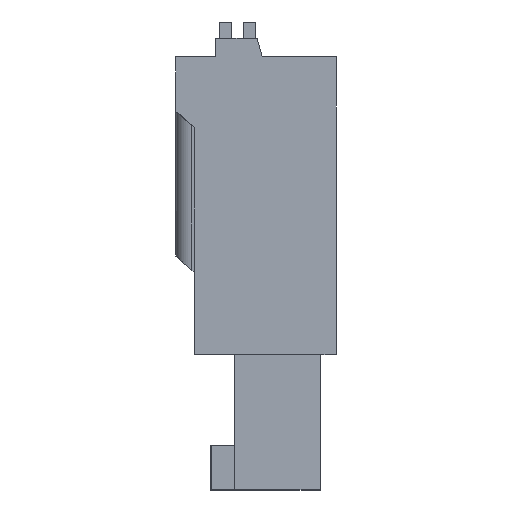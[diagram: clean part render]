
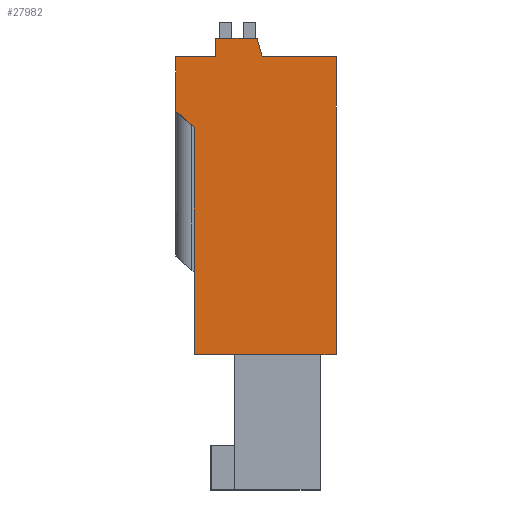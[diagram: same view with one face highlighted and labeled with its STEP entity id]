
A CAD part, left-side view. The second image highlights one B-rep face of the part: STEP entity #27982.
In plain terms, the highlighted planar face has unit normal (-1, 0, 0).
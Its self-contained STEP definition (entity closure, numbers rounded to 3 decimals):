
#590=LINE('',#39162,#4141);
#814=LINE('',#39600,#4365);
#946=LINE('',#39852,#4497);
#969=LINE('',#39896,#4520);
#1005=LINE('',#39969,#4556);
#1891=LINE('',#42150,#5442);
#1901=LINE('',#42171,#5452);
#1904=LINE('',#42177,#5455);
#1906=LINE('',#42180,#5457);
#1925=LINE('',#42200,#5476);
#4141=VECTOR('',#31497,1000.);
#4365=VECTOR('',#31735,1000.);
#4497=VECTOR('',#31873,1000.);
#4520=VECTOR('',#31898,1000.);
#4556=VECTOR('',#31938,1000.);
#5442=VECTOR('',#33682,1000.);
#5452=VECTOR('',#33700,1000.);
#5455=VECTOR('',#33705,1000.);
#5457=VECTOR('',#33709,1000.);
#5476=VECTOR('',#33730,1000.);
#9836=ORIENTED_EDGE('',*,*,#17568,.F.);
#9837=ORIENTED_EDGE('',*,*,#16102,.F.);
#9838=ORIENTED_EDGE('',*,*,#17584,.F.);
#9839=ORIENTED_EDGE('',*,*,#17582,.F.);
#9840=ORIENTED_EDGE('',*,*,#17579,.F.);
#9841=ORIENTED_EDGE('',*,*,#17603,.F.);
#9842=ORIENTED_EDGE('',*,*,#16481,.F.);
#9843=ORIENTED_EDGE('',*,*,#16518,.F.);
#9844=ORIENTED_EDGE('',*,*,#16458,.F.);
#9845=ORIENTED_EDGE('',*,*,#16326,.F.);
#16102=EDGE_CURVE('',#20236,#20237,#590,.T.);
#16326=EDGE_CURVE('',#20443,#20444,#814,.T.);
#16458=EDGE_CURVE('',#20444,#20561,#946,.T.);
#16481=EDGE_CURVE('',#20580,#20581,#969,.T.);
#16518=EDGE_CURVE('',#20561,#20580,#1005,.T.);
#17568=EDGE_CURVE('',#20237,#20443,#1891,.T.);
#17579=EDGE_CURVE('',#21342,#21340,#1901,.T.);
#17582=EDGE_CURVE('',#21340,#21344,#1904,.T.);
#17584=EDGE_CURVE('',#21344,#20236,#1906,.T.);
#17603=EDGE_CURVE('',#20581,#21342,#1925,.T.);
#20236=VERTEX_POINT('',#39161);
#20237=VERTEX_POINT('',#39163);
#20443=VERTEX_POINT('',#39599);
#20444=VERTEX_POINT('',#39601);
#20561=VERTEX_POINT('',#39853);
#20580=VERTEX_POINT('',#39895);
#20581=VERTEX_POINT('',#39897);
#21340=VERTEX_POINT('',#42166);
#21342=VERTEX_POINT('',#42170);
#21344=VERTEX_POINT('',#42175);
#23755=EDGE_LOOP('',(#9836,#9837,#9838,#9839,#9840,#9841,#9842,#9843,#9844,
#9845));
#25284=FACE_BOUND('',#23755,.T.);
#26750=PLANE('',#29664);
#27982=ADVANCED_FACE('',(#25284),#26750,.F.);
#29664=AXIS2_PLACEMENT_3D('',#42203,#33734,#33735);
#31497=DIRECTION('',(0.,-1.,0.));
#31735=DIRECTION('',(0.,1.,0.));
#31873=DIRECTION('',(0.,0.,1.));
#31898=DIRECTION('',(0.,0.,1.));
#31938=DIRECTION('',(0.,0.747,0.664));
#33682=DIRECTION('',(0.,0.,-1.));
#33700=DIRECTION('',(0.,0.,1.));
#33705=DIRECTION('',(0.,-1.,0.));
#33709=DIRECTION('',(0.,-0.268,-0.964));
#33730=DIRECTION('',(0.,-1.,0.));
#33734=DIRECTION('',(1.,0.,0.));
#33735=DIRECTION('',(0.,0.,-1.));
#39161=CARTESIAN_POINT('',(-17.345,-0.3,7.25));
#39162=CARTESIAN_POINT('',(-17.345,-0.3,7.25));
#39163=CARTESIAN_POINT('',(-17.345,-3.9,7.25));
#39599=CARTESIAN_POINT('',(-17.345,-3.9,-7.25));
#39600=CARTESIAN_POINT('',(-17.345,-3.9,-7.25));
#39601=CARTESIAN_POINT('',(-17.345,3.,-7.25));
#39852=CARTESIAN_POINT('',(-17.345,3.,-7.25));
#39853=CARTESIAN_POINT('',(-17.345,3.,3.8));
#39895=CARTESIAN_POINT('',(-17.345,3.9,4.6));
#39896=CARTESIAN_POINT('',(-17.345,3.9,4.6));
#39897=CARTESIAN_POINT('',(-17.345,3.9,7.25));
#39969=CARTESIAN_POINT('',(-17.345,3.,3.8));
#42150=CARTESIAN_POINT('',(-17.345,-3.9,7.25));
#42166=CARTESIAN_POINT('',(-17.345,1.95,8.15));
#42170=CARTESIAN_POINT('',(-17.345,1.95,7.25));
#42171=CARTESIAN_POINT('',(-17.345,1.95,7.25));
#42175=CARTESIAN_POINT('',(-17.345,-0.05,8.15));
#42177=CARTESIAN_POINT('',(-17.345,1.95,8.15));
#42180=CARTESIAN_POINT('',(-17.345,-0.05,8.15));
#42200=CARTESIAN_POINT('',(-17.345,3.9,7.25));
#42203=CARTESIAN_POINT('',(-17.345,0.,0.));
